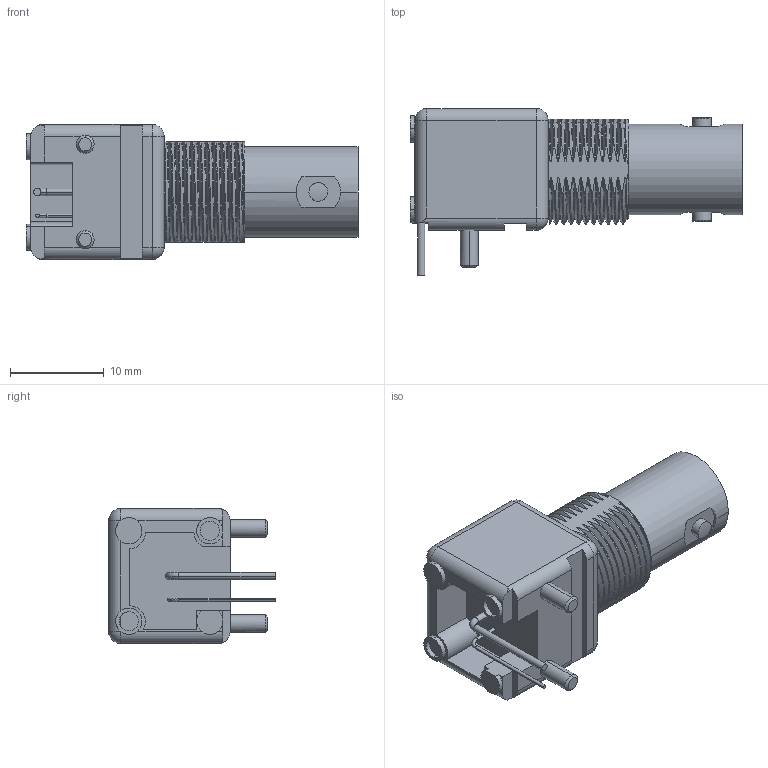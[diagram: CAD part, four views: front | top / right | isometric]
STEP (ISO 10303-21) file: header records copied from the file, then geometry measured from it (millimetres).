
FILE_DESCRIPTION((''),'2;1');
FILE_NAME('31-71043_SW0001','2020-06-01T10:12:09',('karthik'),(''),'CREO PARAMETRIC BY PTC INC, 2019444','CREO PARAMETRIC BY PTC INC, 2019444','');
FILE_SCHEMA(('CONFIG_CONTROL_DESIGN'));
Length unit declared in the file: millimetre
Products named in the file (1): 31-71043_SW0001
Bounding box: 35.41 x 17.79 x 14.4 mm (x, y, z)
Volume: 3242.4 mm3; surface area: 2535.4 mm2
Topology: 1 solids, 1 shells, 302 faces, 806 edges, 513 vertices
Faces by surface type: bspline 107, cylinder 85, plane 77, cone 23, sphere 6, torus 4
Entity records: 14595 total; most frequent: CARTESIAN_POINT 7868, ORIENTED_EDGE 1612, DIRECTION 1045, EDGE_CURVE 806, VERTEX_POINT 513, AXIS2_PLACEMENT_3D 368, B_SPLINE_CURVE_WITH_KNOTS 324, EDGE_LOOP 311
